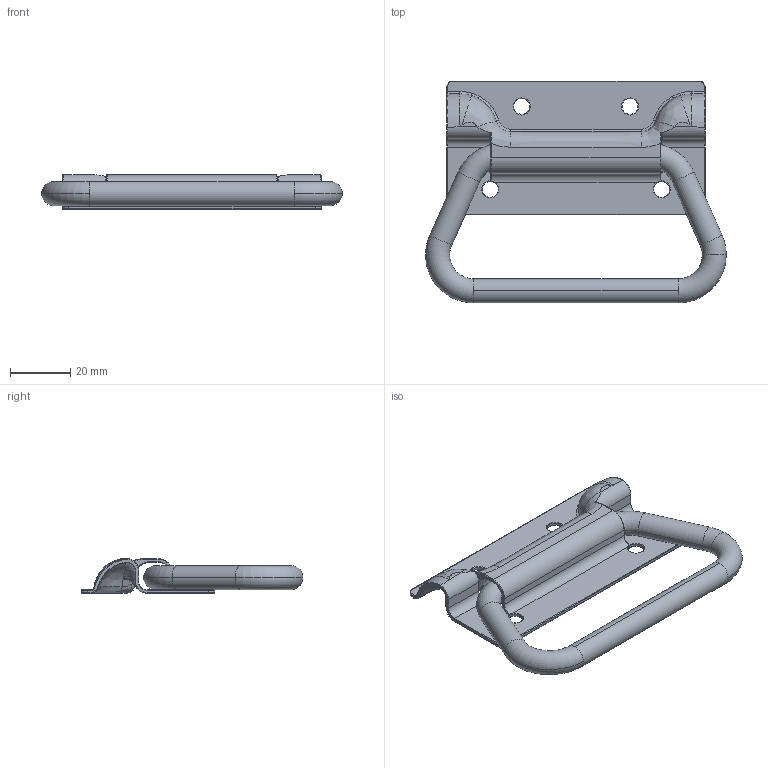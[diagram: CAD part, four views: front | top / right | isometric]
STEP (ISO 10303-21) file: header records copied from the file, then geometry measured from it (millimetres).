
FILE_DESCRIPTION (( 'STEP AP214' ), '1' );
FILE_NAME ('HDS-6-1-S.STEP', '2020-03-26T06:22:56', ( '' ), ( '' ), 'SwSTEP 2.0', 'SolidWorks 2016', '' );
FILE_SCHEMA (( 'AUTOMOTIVE_DESIGN' ));
Length unit declared in the file: millimetre
Products named in the file (3): HDS-6-1-S; 嘐隅釱; 忒梟
Assembly tree (2 placements, depth 2):
  HDS-6-1-S
    嘐隅釱
    忒梟
Bounding box: 100.02 x 73.82 x 11.5 mm (x, y, z)
Volume: 16780.1 mm3; surface area: 15612.9 mm2
Topology: 2 solids, 2 shells, 251 faces, 613 edges, 356 vertices
Faces by surface type: cylinder 80, torus 75, bspline 60, plane 30, sphere 6
Entity records: 10229 total; most frequent: CARTESIAN_POINT 4652, ORIENTED_EDGE 1222, DIRECTION 1112, EDGE_CURVE 611, AXIS2_PLACEMENT_3D 485, VERTEX_POINT 356, CIRCLE 289, EDGE_LOOP 255
